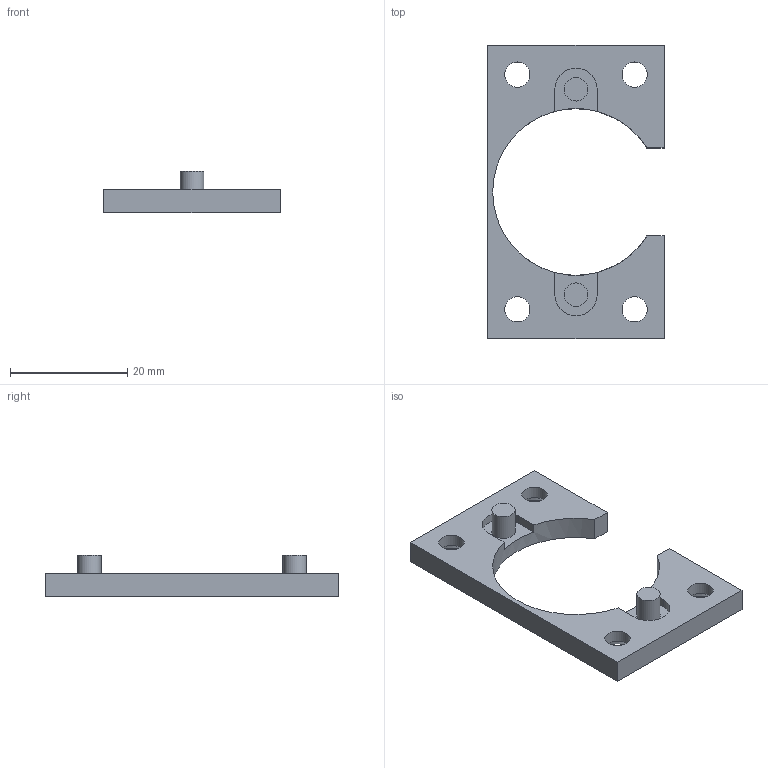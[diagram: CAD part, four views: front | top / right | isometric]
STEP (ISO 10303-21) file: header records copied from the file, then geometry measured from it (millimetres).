
FILE_DESCRIPTION(('FreeCAD Model'),'2;1');
FILE_NAME('Open CASCADE Shape Model','2024-03-10T16:55:53',(''),(''), 'Open CASCADE STEP processor 7.6','FreeCAD','Unknown');
FILE_SCHEMA(('AUTOMOTIVE_DESIGN { 1 0 10303 214 1 1 1 1 }'));
Length unit declared in the file: millimetre
Products named in the file (3): motor_bot; LCS_0; motor_bot001
Assembly tree (2 placements, depth 2):
  motor_bot
    LCS_0
    motor_bot001
Bounding box: 30 x 50 x 7 mm (x, y, z)
Volume: 3002.7 mm3; surface area: 2792.5 mm2
Topology: 1 solids, 1 shells, 32 faces, 76 edges, 50 vertices
Faces by surface type: plane 19, cylinder 9, cone 4
Full cylindrical faces by diameter (mm): 4 x2, 4.3 x4
Entity records: 1006 total; most frequent: DIRECTION 174, CARTESIAN_POINT 161, ORIENTED_EDGE 152, EDGE_CURVE 76, AXIS2_PLACEMENT_3D 63, VERTEX_POINT 50, LINE 48, VECTOR 48
